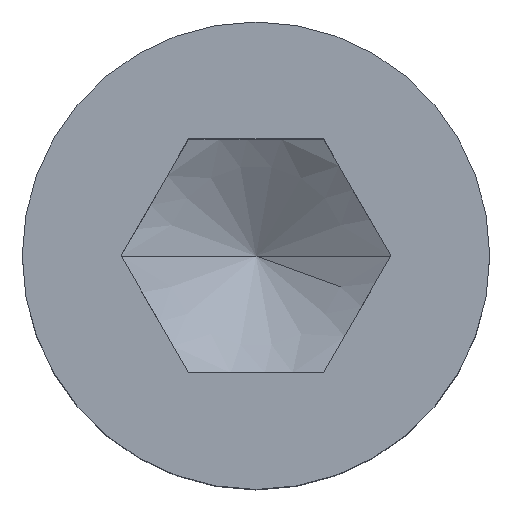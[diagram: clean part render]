
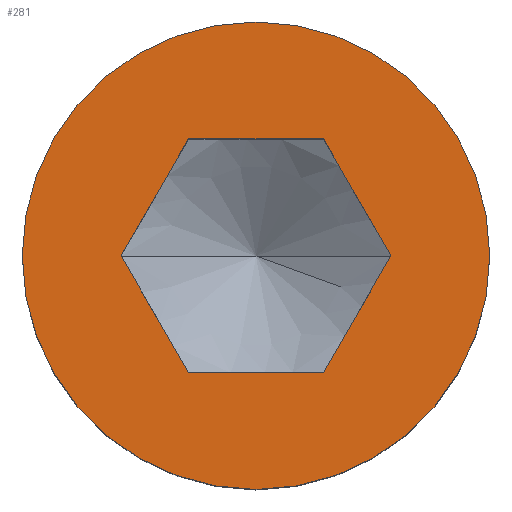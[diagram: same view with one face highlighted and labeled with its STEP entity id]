
A CAD part, top view. The second image highlights one B-rep face of the part: STEP entity #281.
In plain terms, the highlighted planar face has unit normal (0, 0, 1).
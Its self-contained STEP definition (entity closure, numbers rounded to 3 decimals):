
#155=VERTEX_POINT('',#369);
#157=VERTEX_POINT('',#371);
#165=VERTEX_POINT('',#379);
#193=EDGE_CURVE('',#299,#235,#411,.T.);
#195=EDGE_CURVE('',#157,#155,#413,.T.);
#221=EDGE_CURVE('',#235,#275,#443,.T.);
#235=VERTEX_POINT('',#459);
#245=EDGE_CURVE('',#155,#157,#469,.T.);
#249=EDGE_CURVE('',#311,#271,#473,.T.);
#267=EDGE_CURVE('',#275,#311,#492,.T.);
#271=VERTEX_POINT('',#496);
#275=VERTEX_POINT('',#500);
#281=ADVANCED_FACE('',(#506,#507),#508,.T.);
#293=EDGE_CURVE('',#165,#299,#522,.T.);
#299=VERTEX_POINT('',#528);
#305=EDGE_CURVE('',#271,#165,#535,.T.);
#311=VERTEX_POINT('',#542);
#369=CARTESIAN_POINT('',(-19.0,0.0,24.));
#371=CARTESIAN_POINT('',(19.0,0.,24.));
#379=CARTESIAN_POINT('',(-5.485,-9.5,24.));
#411=LINE('',#675,#676);
#413=CIRCLE('',#679,19.0);
#443=LINE('',#726,#727);
#459=CARTESIAN_POINT('',(-5.485,9.5,24.));
#469=CIRCLE('',#771,19.0);
#473=LINE('',#776,#777);
#492=LINE('',#811,#812);
#496=CARTESIAN_POINT('',(5.485,-9.5,24.));
#500=CARTESIAN_POINT('',(5.485,9.5,24.));
#506=FACE_OUTER_BOUND('',#840,.T.);
#507=FACE_BOUND('',#841,.T.);
#508=PLANE('',#842);
#522=LINE('',#861,#862);
#528=CARTESIAN_POINT('',(-10.97,0.0,24.));
#535=LINE('',#877,#878);
#542=CARTESIAN_POINT('',(10.97,0.0,24.));
#675=CARTESIAN_POINT('',(-6.856,7.125,24.));
#676=VECTOR('',#988,1.0);
#679=AXIS2_PLACEMENT_3D('',#989,#990,#991);
#726=CARTESIAN_POINT('',(2.742,9.5,24.));
#727=VECTOR('',#1028,1.0);
#771=AXIS2_PLACEMENT_3D('',#1054,#1055,#1056);
#776=CARTESIAN_POINT('',(6.856,-7.125,24.));
#777=VECTOR('',#1057,1.0);
#811=CARTESIAN_POINT('',(9.598,2.375,24.));
#812=VECTOR('',#1073,1.0);
#840=EDGE_LOOP('',(#1077,#1078));
#841=EDGE_LOOP('',(#1079,#1080,#1081,#1082,#1083,#1084));
#842=AXIS2_PLACEMENT_3D('',#1085,#1086,#1087);
#861=CARTESIAN_POINT('',(-9.598,-2.375,24.));
#862=VECTOR('',#1106,1.0);
#877=CARTESIAN_POINT('',(-2.742,-9.5,24.));
#878=VECTOR('',#1118,1.0);
#988=DIRECTION('',(0.5,0.866,0.0));
#989=CARTESIAN_POINT('',(0.0,0.0,24.));
#990=DIRECTION('',(0.0,0.0,1.0));
#991=DIRECTION('',(1.0,0.0,0.0));
#1028=DIRECTION('',(1.0,0.0,0.0));
#1054=CARTESIAN_POINT('',(0.0,0.0,24.));
#1055=DIRECTION('',(0.0,0.0,1.0));
#1056=DIRECTION('',(1.0,0.0,0.0));
#1057=DIRECTION('',(-0.5,-0.866,0.0));
#1073=DIRECTION('',(0.5,-0.866,0.0));
#1077=ORIENTED_EDGE('',*,*,#245,.T.);
#1078=ORIENTED_EDGE('',*,*,#195,.T.);
#1079=ORIENTED_EDGE('',*,*,#293,.T.);
#1080=ORIENTED_EDGE('',*,*,#193,.T.);
#1081=ORIENTED_EDGE('',*,*,#221,.T.);
#1082=ORIENTED_EDGE('',*,*,#267,.T.);
#1083=ORIENTED_EDGE('',*,*,#249,.T.);
#1084=ORIENTED_EDGE('',*,*,#305,.T.);
#1085=CARTESIAN_POINT('',(-14.486,0.,24.0));
#1086=DIRECTION('',(0.0,0.0,1.0));
#1087=DIRECTION('',(-1.0,0.,0.0));
#1106=DIRECTION('',(-0.5,0.866,0.0));
#1118=DIRECTION('',(-1.0,0.0,0.0));
